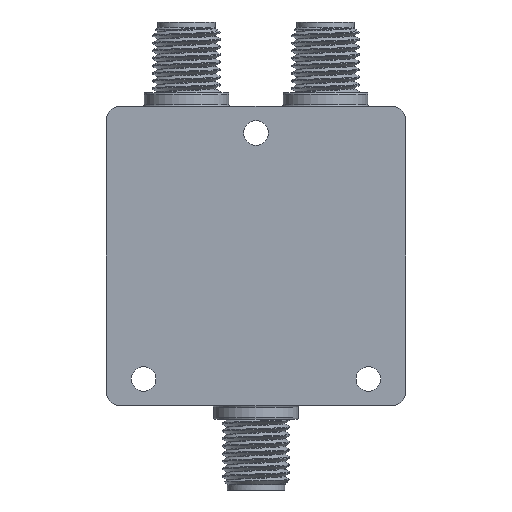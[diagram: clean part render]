
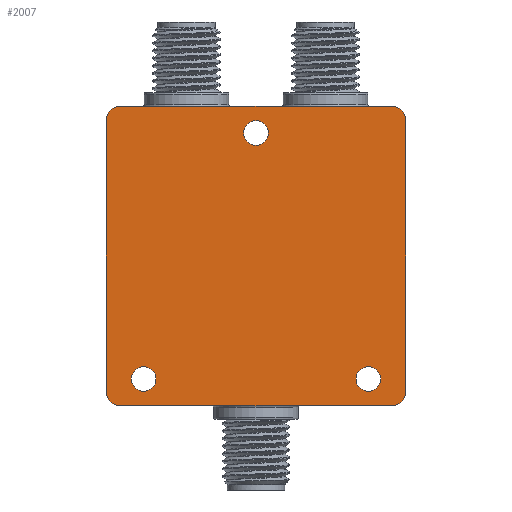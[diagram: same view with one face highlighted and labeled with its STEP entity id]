
A CAD part, front view. The second image highlights one B-rep face of the part: STEP entity #2007.
In plain terms, the highlighted planar face has unit normal (0, -1, 0).
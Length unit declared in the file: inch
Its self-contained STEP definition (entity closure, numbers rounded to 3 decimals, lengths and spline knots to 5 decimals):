
#146 = VECTOR ( 'NONE', #11479, 39.37008 ) ;
#304 = VECTOR ( 'NONE', #13854, 39.37008 ) ;
#387 = CARTESIAN_POINT ( 'NONE',  ( 0.50118, -0.19685, 0.55118 ) ) ;
#540 = ORIENTED_EDGE ( 'NONE', *, *, #1591, .F. ) ;
#659 = EDGE_CURVE ( 'NONE', #767, #767, #10611, .T. ) ;
#752 = ORIENTED_EDGE ( 'NONE', *, *, #20354, .F. ) ;
#767 = VERTEX_POINT ( 'NONE', #17945 ) ;
#838 = DIRECTION ( 'NONE',  ( 0., 0., 1. ) ) ;
#1162 = DIRECTION ( 'NONE',  ( 0., 0., -1. ) ) ;
#1481 = CARTESIAN_POINT ( 'NONE',  ( -0.55118, -0.19685, 0.50118 ) ) ;
#1510 = CIRCLE ( 'NONE', #12327, 0.045 ) ;
#1591 = EDGE_CURVE ( 'NONE', #18113, #4778, #7235, .T. ) ;
#1713 = CARTESIAN_POINT ( 'NONE',  ( 0.50118, -0.19685, 0.50118 ) ) ;
#1844 = DIRECTION ( 'NONE',  ( 0., -1., 0. ) ) ;
#1891 = DIRECTION ( 'NONE',  ( 0., 1., 0. ) ) ;
#1907 = EDGE_LOOP ( 'NONE', ( #4152 ) ) ;
#1951 = VECTOR ( 'NONE', #9173, 39.37008 ) ;
#2007 = ADVANCED_FACE ( 'NONE', ( #17288, #3119, #10301, #10053 ), #20140, .T. ) ;
#2736 = AXIS2_PLACEMENT_3D ( 'NONE', #15978, #1891, #12585 ) ;
#2943 = EDGE_CURVE ( 'NONE', #14145, #14145, #1510, .T. ) ;
#3119 = FACE_BOUND ( 'NONE', #1907, .T. ) ;
#3184 = DIRECTION ( 'NONE',  ( 0., 0., -1. ) ) ;
#3243 = DIRECTION ( 'NONE',  ( 0., 0., -1. ) ) ;
#3608 = VERTEX_POINT ( 'NONE', #18581 ) ;
#4152 = ORIENTED_EDGE ( 'NONE', *, *, #659, .T. ) ;
#4200 = CARTESIAN_POINT ( 'NONE',  ( 0.55118, -0.19685, 0.55118 ) ) ;
#4573 = ORIENTED_EDGE ( 'NONE', *, *, #17106, .T. ) ;
#4695 = VERTEX_POINT ( 'NONE', #18379 ) ;
#4778 = VERTEX_POINT ( 'NONE', #15260 ) ;
#4860 = ORIENTED_EDGE ( 'NONE', *, *, #12945, .T. ) ;
#5016 = ORIENTED_EDGE ( 'NONE', *, *, #19984, .T. ) ;
#5225 = ORIENTED_EDGE ( 'NONE', *, *, #16072, .T. ) ;
#5559 = CARTESIAN_POINT ( 'NONE',  ( -0.41339, -0.19685, -0.40776 ) ) ;
#5993 = ORIENTED_EDGE ( 'NONE', *, *, #15195, .F. ) ;
#6172 = AXIS2_PLACEMENT_3D ( 'NONE', #8366, #11459, #12284 ) ;
#6231 = CIRCLE ( 'NONE', #6172, 0.05 ) ;
#6345 = CARTESIAN_POINT ( 'NONE',  ( 0.50118, -0.19685, -0.55118 ) ) ;
#6595 = CARTESIAN_POINT ( 'NONE',  ( -0.55118, -0.19685, 0.55118 ) ) ;
#6907 = CIRCLE ( 'NONE', #20101, 0.045 ) ;
#6921 = AXIS2_PLACEMENT_3D ( 'NONE', #13187, #14867, #1162 ) ;
#7074 = DIRECTION ( 'NONE',  ( 0., 1., 0. ) ) ;
#7235 = LINE ( 'NONE', #11025, #304 ) ;
#7768 = VERTEX_POINT ( 'NONE', #16607 ) ;
#8366 = CARTESIAN_POINT ( 'NONE',  ( 0.50118, -0.19685, -0.50118 ) ) ;
#8694 = DIRECTION ( 'NONE',  ( 0., 0., 1. ) ) ;
#8935 = LINE ( 'NONE', #12174, #1951 ) ;
#9173 = DIRECTION ( 'NONE',  ( 1., 0., 0. ) ) ;
#9283 = DIRECTION ( 'NONE',  ( 0., -1., 0. ) ) ;
#9474 = VERTEX_POINT ( 'NONE', #20453 ) ;
#9517 = CIRCLE ( 'NONE', #20584, 0.05 ) ;
#9553 = DIRECTION ( 'NONE',  ( 0., 0., -1. ) ) ;
#9652 = EDGE_LOOP ( 'NONE', ( #4860 ) ) ;
#9747 = CARTESIAN_POINT ( 'NONE',  ( -0.50118, -0.19685, -0.50118 ) ) ;
#10053 = FACE_OUTER_BOUND ( 'NONE', #12460, .T. ) ;
#10301 = FACE_BOUND ( 'NONE', #9652, .T. ) ;
#10611 = CIRCLE ( 'NONE', #2736, 0.045 ) ;
#11025 = CARTESIAN_POINT ( 'NONE',  ( -0.55118, -0.19685, -0.55118 ) ) ;
#11403 = CARTESIAN_POINT ( 'NONE',  ( 0., -0.19685, 0.49776 ) ) ;
#11459 = DIRECTION ( 'NONE',  ( 0., -1., 0. ) ) ;
#11479 = DIRECTION ( 'NONE',  ( 0., 0., 1. ) ) ;
#11911 = EDGE_CURVE ( 'NONE', #18113, #7768, #6231, .T. ) ;
#12025 = DIRECTION ( 'NONE',  ( 0., 0., -1. ) ) ;
#12156 = VERTEX_POINT ( 'NONE', #387 ) ;
#12174 = CARTESIAN_POINT ( 'NONE',  ( -0.55118, -0.19685, 0.55118 ) ) ;
#12284 = DIRECTION ( 'NONE',  ( 0., 0., -1. ) ) ;
#12327 = AXIS2_PLACEMENT_3D ( 'NONE', #19956, #7074, #8694 ) ;
#12460 = EDGE_LOOP ( 'NONE', ( #19644, #5016, #5993, #5225, #752, #4573, #540, #19561 ) ) ;
#12585 = DIRECTION ( 'NONE',  ( 0., 0., 1. ) ) ;
#12945 = EDGE_CURVE ( 'NONE', #20370, #20370, #6907, .T. ) ;
#13187 = CARTESIAN_POINT ( 'NONE',  ( 0., -0.19685, 0. ) ) ;
#13854 = DIRECTION ( 'NONE',  ( -1., 0., 0. ) ) ;
#14074 = LINE ( 'NONE', #6595, #146 ) ;
#14145 = VERTEX_POINT ( 'NONE', #11403 ) ;
#14255 = VERTEX_POINT ( 'NONE', #1481 ) ;
#14418 = AXIS2_PLACEMENT_3D ( 'NONE', #9747, #20033, #12025 ) ;
#14867 = DIRECTION ( 'NONE',  ( 0., -1., 0. ) ) ;
#15195 = EDGE_CURVE ( 'NONE', #9474, #12156, #8935, .T. ) ;
#15260 = CARTESIAN_POINT ( 'NONE',  ( -0.50118, -0.19685, -0.55118 ) ) ;
#15978 = CARTESIAN_POINT ( 'NONE',  ( 0.41339, -0.19685, -0.45276 ) ) ;
#16072 = EDGE_CURVE ( 'NONE', #9474, #14255, #9517, .T. ) ;
#16607 = CARTESIAN_POINT ( 'NONE',  ( 0.55118, -0.19685, -0.50118 ) ) ;
#17106 = EDGE_CURVE ( 'NONE', #4695, #4778, #18147, .T. ) ;
#17263 = EDGE_CURVE ( 'NONE', #3608, #7768, #17649, .T. ) ;
#17288 = FACE_BOUND ( 'NONE', #18254, .T. ) ;
#17522 = CARTESIAN_POINT ( 'NONE',  ( -0.50118, -0.19685, 0.50118 ) ) ;
#17649 = LINE ( 'NONE', #4200, #17835 ) ;
#17652 = AXIS2_PLACEMENT_3D ( 'NONE', #1713, #1844, #3243 ) ;
#17835 = VECTOR ( 'NONE', #3184, 39.37008 ) ;
#17945 = CARTESIAN_POINT ( 'NONE',  ( 0.41339, -0.19685, -0.40776 ) ) ;
#18113 = VERTEX_POINT ( 'NONE', #6345 ) ;
#18147 = CIRCLE ( 'NONE', #14418, 0.05 ) ;
#18181 = ORIENTED_EDGE ( 'NONE', *, *, #2943, .T. ) ;
#18254 = EDGE_LOOP ( 'NONE', ( #18181 ) ) ;
#18379 = CARTESIAN_POINT ( 'NONE',  ( -0.55118, -0.19685, -0.50118 ) ) ;
#18474 = CARTESIAN_POINT ( 'NONE',  ( -0.41339, -0.19685, -0.45276 ) ) ;
#18581 = CARTESIAN_POINT ( 'NONE',  ( 0.55118, -0.19685, 0.50118 ) ) ;
#19561 = ORIENTED_EDGE ( 'NONE', *, *, #11911, .T. ) ;
#19644 = ORIENTED_EDGE ( 'NONE', *, *, #17263, .F. ) ;
#19808 = DIRECTION ( 'NONE',  ( 0., 1., 0. ) ) ;
#19956 = CARTESIAN_POINT ( 'NONE',  ( 0., -0.19685, 0.45276 ) ) ;
#19984 = EDGE_CURVE ( 'NONE', #3608, #12156, #20429, .T. ) ;
#20033 = DIRECTION ( 'NONE',  ( 0., -1., 0. ) ) ;
#20101 = AXIS2_PLACEMENT_3D ( 'NONE', #18474, #19808, #838 ) ;
#20140 = PLANE ( 'NONE',  #6921 ) ;
#20354 = EDGE_CURVE ( 'NONE', #4695, #14255, #14074, .T. ) ;
#20370 = VERTEX_POINT ( 'NONE', #5559 ) ;
#20429 = CIRCLE ( 'NONE', #17652, 0.05 ) ;
#20453 = CARTESIAN_POINT ( 'NONE',  ( -0.50118, -0.19685, 0.55118 ) ) ;
#20584 = AXIS2_PLACEMENT_3D ( 'NONE', #17522, #9283, #9553 ) ;
